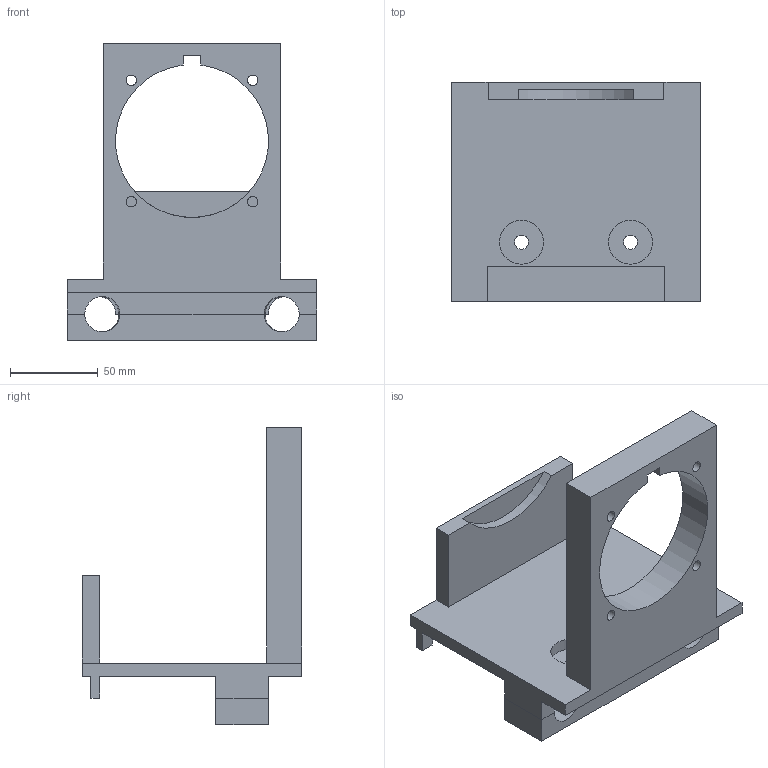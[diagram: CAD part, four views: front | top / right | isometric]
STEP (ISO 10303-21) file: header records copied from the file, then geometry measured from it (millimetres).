
FILE_DESCRIPTION(/* description */ (''),/* implementation_level */ '2;1');
FILE_NAME(/* name */ 'Motor support v21.step',/* time_stamp */ '2025-07-22T08:03:06+03:00',/* author */ (''),/* organization */ (''),/* preprocessor_version */ 'ST-DEVELOPER v20.1',/* originating_system */ 'Autodesk Translation Framework v14.10.0.0',/* authorisation */ '');
FILE_SCHEMA (('AUTOMOTIVE_DESIGN { 1 0 10303 214 3 1 1 }'));
Length unit declared in the file: centimetre
Products named in the file (1): Motor support
Bounding box: 142 x 125 x 169 mm (x, y, z)
Volume: 423441.4 mm3; surface area: 101312.6 mm2
Topology: 2 solids, 2 shells, 58 faces, 156 edges, 104 vertices
Faces by surface type: plane 40, cylinder 12, bspline 6
Full cylindrical faces by diameter (mm): 6 x4, 8 x4, 25 x2
Entity records: 1914 total; most frequent: CARTESIAN_POINT 373, ORIENTED_EDGE 312, DIRECTION 298, EDGE_CURVE 156, LINE 120, VECTOR 120, VERTEX_POINT 104, AXIS2_PLACEMENT_3D 89
